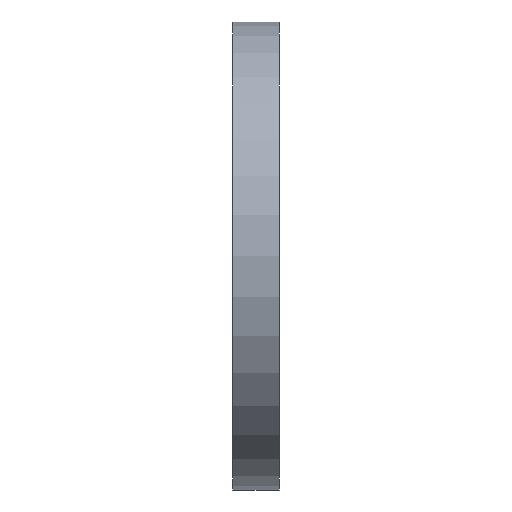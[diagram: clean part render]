
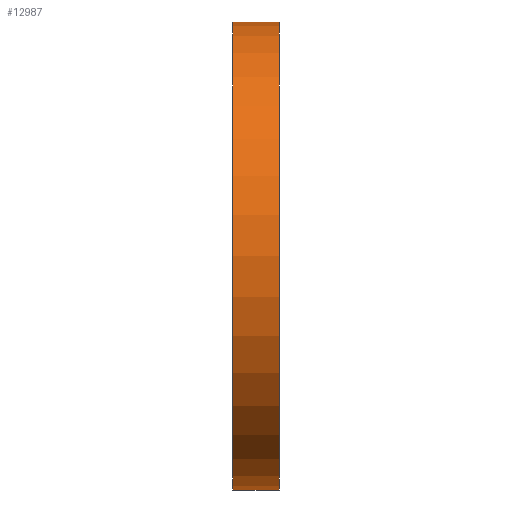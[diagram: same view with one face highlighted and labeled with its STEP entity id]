
A CAD part, left-side view. The second image highlights one B-rep face of the part: STEP entity #12987.
In plain terms, the highlighted cylindrical face has radius 50 mm (diameter 100 mm), a partial arc.
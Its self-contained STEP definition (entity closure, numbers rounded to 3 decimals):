
#722 = DIRECTION ( 'NONE',  ( 0., 0., 1. ) ) ;
#1155 = CARTESIAN_POINT ( 'NONE',  ( 0., 10., 0. ) ) ;
#1572 = DIRECTION ( 'NONE',  ( 0., -1., 0. ) ) ;
#1653 = CARTESIAN_POINT ( 'NONE',  ( 0., 10., 50. ) ) ;
#1836 = DIRECTION ( 'NONE',  ( 0., -1., 0. ) ) ;
#2748 = EDGE_CURVE ( 'NONE', #6352, #4858, #8092, .T. ) ;
#2901 = CARTESIAN_POINT ( 'NONE',  ( 0., 10., 50. ) ) ;
#3449 = LINE ( 'NONE', #5072, #7423 ) ;
#3544 = DIRECTION ( 'NONE',  ( 0., 1., 0. ) ) ;
#3655 = VERTEX_POINT ( 'NONE', #2901 ) ;
#3750 = CARTESIAN_POINT ( 'NONE',  ( 0., 0., -50. ) ) ;
#3817 = VECTOR ( 'NONE', #1836, 1000. ) ;
#4136 = ORIENTED_EDGE ( 'NONE', *, *, #2748, .T. ) ;
#4363 = CARTESIAN_POINT ( 'NONE',  ( 0., 0., 50. ) ) ;
#4858 = VERTEX_POINT ( 'NONE', #4363 ) ;
#5072 = CARTESIAN_POINT ( 'NONE',  ( 0., 10., -50. ) ) ;
#5812 = ORIENTED_EDGE ( 'NONE', *, *, #9728, .F. ) ;
#6352 = VERTEX_POINT ( 'NONE', #3750 ) ;
#6556 = DIRECTION ( 'NONE',  ( 0., -1., 0. ) ) ;
#7032 = AXIS2_PLACEMENT_3D ( 'NONE', #8951, #6556, #13594 ) ;
#7423 = VECTOR ( 'NONE', #1572, 1000. ) ;
#7893 = VERTEX_POINT ( 'NONE', #14919 ) ;
#8092 = CIRCLE ( 'NONE', #12292, 50. ) ;
#8169 = EDGE_CURVE ( 'NONE', #7893, #6352, #3449, .T. ) ;
#8714 = ORIENTED_EDGE ( 'NONE', *, *, #8169, .T. ) ;
#8951 = CARTESIAN_POINT ( 'NONE',  ( 0., 10., 0. ) ) ;
#9127 = EDGE_LOOP ( 'NONE', ( #10744, #5812, #8714, #4136 ) ) ;
#9180 = CIRCLE ( 'NONE', #14830, 50. ) ;
#9369 = EDGE_CURVE ( 'NONE', #3655, #4858, #13826, .T. ) ;
#9728 = EDGE_CURVE ( 'NONE', #7893, #3655, #9180, .T. ) ;
#9979 = CARTESIAN_POINT ( 'NONE',  ( 0., 0., 0. ) ) ;
#10744 = ORIENTED_EDGE ( 'NONE', *, *, #9369, .F. ) ;
#11126 = CYLINDRICAL_SURFACE ( 'NONE', #7032, 50. ) ;
#11636 = DIRECTION ( 'NONE',  ( 0., 0., 1. ) ) ;
#11850 = FACE_OUTER_BOUND ( 'NONE', #9127, .T. ) ;
#12292 = AXIS2_PLACEMENT_3D ( 'NONE', #9979, #14583, #722 ) ;
#12987 = ADVANCED_FACE ( 'NONE', ( #11850 ), #11126, .T. ) ;
#13594 = DIRECTION ( 'NONE',  ( 0., 0., -1. ) ) ;
#13826 = LINE ( 'NONE', #1653, #3817 ) ;
#14583 = DIRECTION ( 'NONE',  ( 0., 1., 0. ) ) ;
#14830 = AXIS2_PLACEMENT_3D ( 'NONE', #1155, #3544, #11636 ) ;
#14919 = CARTESIAN_POINT ( 'NONE',  ( 0., 10., -50. ) ) ;
